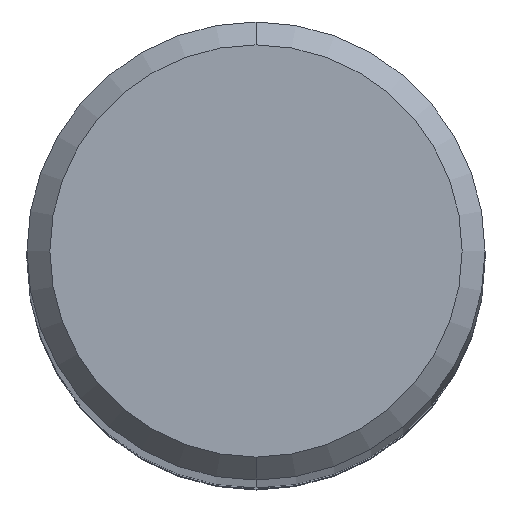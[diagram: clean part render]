
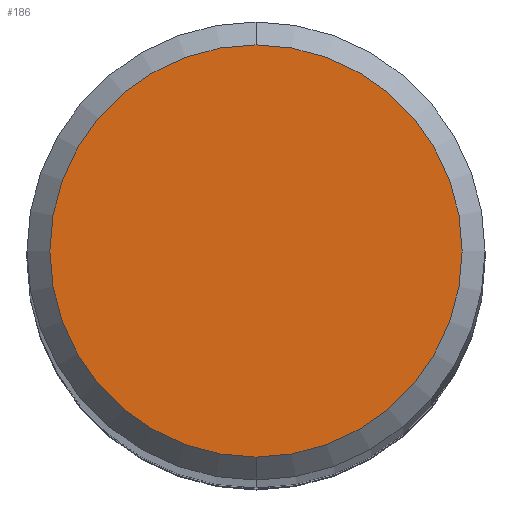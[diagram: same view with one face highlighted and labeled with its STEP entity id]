
A CAD part, top view. The second image highlights one B-rep face of the part: STEP entity #186.
In plain terms, the highlighted planar face has unit normal (0, 0, 1).
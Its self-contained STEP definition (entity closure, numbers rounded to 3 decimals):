
#112=VERTEX_POINT('',#251);
#116=VERTEX_POINT('',#255);
#136=EDGE_CURVE('',#112,#116,#277,.T.);
#186=ADVANCED_FACE('',(#336),#337,.T.);
#190=EDGE_CURVE('',#116,#112,#341,.T.);
#251=CARTESIAN_POINT('',(0.,-3.6,0.0));
#255=CARTESIAN_POINT('',(0.0,3.6,0.0));
#277=CIRCLE('',#432,3.6);
#336=FACE_OUTER_BOUND('',#505,.T.);
#337=PLANE('',#506);
#341=CIRCLE('',#512,3.6);
#432=AXIS2_PLACEMENT_3D('',#592,#593,#594);
#505=EDGE_LOOP('',(#683,#684));
#506=AXIS2_PLACEMENT_3D('',#685,#686,#687);
#512=AXIS2_PLACEMENT_3D('',#691,#692,#693);
#592=CARTESIAN_POINT('',(0.0,0.0,0.0));
#593=DIRECTION('',(0.0,0.0,-1.0));
#594=DIRECTION('',(0.0,1.0,0.0));
#683=ORIENTED_EDGE('',*,*,#190,.F.);
#684=ORIENTED_EDGE('',*,*,#136,.F.);
#685=CARTESIAN_POINT('',(0.0,1.8,0.0));
#686=DIRECTION('',(-0.0,0.0,1.0));
#687=DIRECTION('',(0.0,-1.0,0.0));
#691=CARTESIAN_POINT('',(0.0,0.0,0.0));
#692=DIRECTION('',(0.0,0.0,-1.0));
#693=DIRECTION('',(0.0,1.0,0.0));
